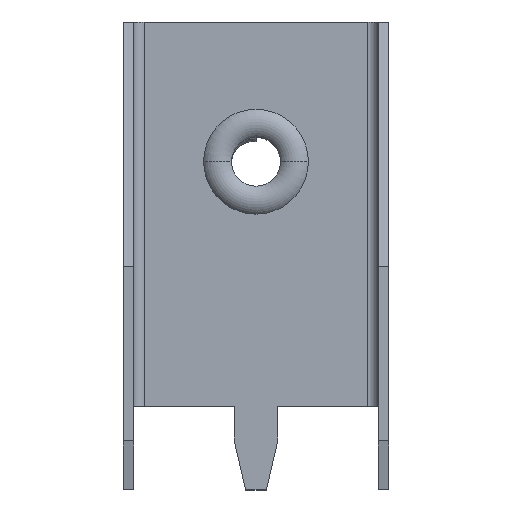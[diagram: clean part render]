
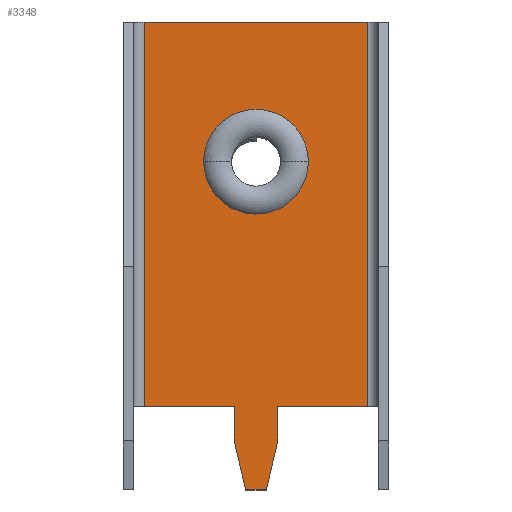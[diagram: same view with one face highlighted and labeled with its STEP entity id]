
A CAD part, top view. The second image highlights one B-rep face of the part: STEP entity #3348.
In plain terms, the highlighted planar face has unit normal (0, 0, 1).
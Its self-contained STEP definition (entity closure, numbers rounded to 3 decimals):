
#2540 = LINE ( 'NONE', #2591, #2590 ) ;
#2541 = CARTESIAN_POINT ( 'NONE',  ( -3.576, -6.933, -0.858 ) ) ;
#2542 = DIRECTION ( 'NONE',  ( 0., -1., 0. ) ) ;
#2543 = VECTOR ( 'NONE', #2542, 1000. ) ;
#2544 = CARTESIAN_POINT ( 'NONE',  ( -3.576, 7.037, -0.858 ) ) ;
#2545 = LINE ( 'NONE', #2544, #2543 ) ;
#2546 = CARTESIAN_POINT ( 'NONE',  ( -3.576, 7.037, -0.858 ) ) ;
#2547 = DIRECTION ( 'NONE',  ( -1., 0., 0. ) ) ;
#2548 = VECTOR ( 'NONE', #2547, 1000. ) ;
#2549 = CARTESIAN_POINT ( 'NONE',  ( -3.576, 7.037, -0.858 ) ) ;
#2550 = LINE ( 'NONE', #2549, #2548 ) ;
#2563 = CARTESIAN_POINT ( 'NONE',  ( -3.576, 7.037, -0.858 ) ) ;
#2564 = AXIS2_PLACEMENT_3D ( 'NONE', #2563, #2621, #2620 ) ;
#2565 = PLANE ( 'NONE',  #2564 ) ;
#2581 = FACE_OUTER_BOUND ( 'NONE', #3360, .T. ) ;
#2582 = FACE_BOUND ( 'NONE', #3376, .T. ) ;
#2583 = CARTESIAN_POINT ( 'NONE',  ( -0.299, -6.933, -0.858 ) ) ;
#2584 = DIRECTION ( 'NONE',  ( 0., 1., 0. ) ) ;
#2585 = VECTOR ( 'NONE', #2584, 1000. ) ;
#2586 = CARTESIAN_POINT ( 'NONE',  ( -0.299, -8.203, -0.858 ) ) ;
#2587 = LINE ( 'NONE', #2586, #2585 ) ;
#2588 = CARTESIAN_POINT ( 'NONE',  ( 0.869, -9.981, -0.858 ) ) ;
#2589 = DIRECTION ( 'NONE',  ( -1., 0., 0. ) ) ;
#2590 = VECTOR ( 'NONE', #2589, 1000. ) ;
#2591 = CARTESIAN_POINT ( 'NONE',  ( -3.576, -9.981, -0.858 ) ) ;
#2611 = DIRECTION ( 'NONE',  ( -1., 0., 0. ) ) ;
#2612 = VECTOR ( 'NONE', #2611, 1000. ) ;
#2613 = CARTESIAN_POINT ( 'NONE',  ( -0.299, -6.933, -0.858 ) ) ;
#2615 = LINE ( 'NONE', #2613, #2612 ) ;
#2616 = DIRECTION ( 'NONE',  ( 0., -1., 0. ) ) ;
#2617 = VECTOR ( 'NONE', #2616, 1000. ) ;
#2618 = CARTESIAN_POINT ( 'NONE',  ( 1.276, 7.037, -0.858 ) ) ;
#2619 = LINE ( 'NONE', #2618, #2617 ) ;
#2620 = DIRECTION ( 'NONE',  ( 1., 0., 0. ) ) ;
#2621 = DIRECTION ( 'NONE',  ( 0., 0., 1. ) ) ;
#2630 = CARTESIAN_POINT ( 'NONE',  ( -0.299, -8.203, -0.858 ) ) ;
#2631 = DIRECTION ( 'NONE',  ( 1., 0., 0. ) ) ;
#2632 = DIRECTION ( 'NONE',  ( 0., 0., 1. ) ) ;
#2633 = CARTESIAN_POINT ( 'NONE',  ( 0.488, 1.957, -0.858 ) ) ;
#2634 = AXIS2_PLACEMENT_3D ( 'NONE', #2633, #2632, #2631 ) ;
#2635 = CIRCLE ( 'NONE', #2634, 1.27 ) ;
#2636 = CARTESIAN_POINT ( 'NONE',  ( 0.107, -9.981, -0.858 ) ) ;
#2637 = DIRECTION ( 'NONE',  ( -0.223, 0.975, 0. ) ) ;
#2638 = VECTOR ( 'NONE', #2637, 1000. ) ;
#2639 = CARTESIAN_POINT ( 'NONE',  ( 0.107, -9.981, -0.858 ) ) ;
#2640 = LINE ( 'NONE', #2639, #2638 ) ;
#2645 = DIRECTION ( 'NONE',  ( 1., 0., 0. ) ) ;
#2646 = DIRECTION ( 'NONE',  ( 0., 0., 1. ) ) ;
#2647 = CARTESIAN_POINT ( 'NONE',  ( 0.488, 1.957, -0.858 ) ) ;
#2648 = AXIS2_PLACEMENT_3D ( 'NONE', #2647, #2646, #2645 ) ;
#2651 = CIRCLE ( 'NONE', #2648, 1.27 ) ;
#2738 = VECTOR ( 'NONE', #2799, 1000. ) ;
#2739 = CARTESIAN_POINT ( 'NONE',  ( 4.552, 7.037, -0.858 ) ) ;
#2740 = LINE ( 'NONE', #2739, #2738 ) ;
#2741 = DIRECTION ( 'NONE',  ( -0.223, -0.975, 0. ) ) ;
#2742 = VECTOR ( 'NONE', #2741, 1000. ) ;
#2743 = CARTESIAN_POINT ( 'NONE',  ( 4.345, 5.226, -0.858 ) ) ;
#2744 = LINE ( 'NONE', #2743, #2742 ) ;
#2796 = CARTESIAN_POINT ( 'NONE',  ( 1.276, -8.203, -0.858 ) ) ;
#2797 = CARTESIAN_POINT ( 'NONE',  ( -0.782, 1.957, -0.858 ) ) ;
#2798 = CARTESIAN_POINT ( 'NONE',  ( 4.552, 7.037, -0.858 ) ) ;
#2799 = DIRECTION ( 'NONE',  ( 0., -1., 0. ) ) ;
#3253 = VERTEX_POINT ( 'NONE', #4371 ) ;
#3254 = VERTEX_POINT ( 'NONE', #4370 ) ;
#3279 = VERTEX_POINT ( 'NONE', #4425 ) ;
#3280 = EDGE_CURVE ( 'NONE', #3254, #3279, #4486, .T. ) ;
#3281 = ORIENTED_EDGE ( 'NONE', *, *, #3280, .F. ) ;
#3336 = ORIENTED_EDGE ( 'NONE', *, *, #3337, .T. ) ;
#3337 = EDGE_CURVE ( 'NONE', #3396, #3338, #2550, .T. ) ;
#3338 = VERTEX_POINT ( 'NONE', #2546 ) ;
#3339 = ORIENTED_EDGE ( 'NONE', *, *, #3340, .T. ) ;
#3340 = EDGE_CURVE ( 'NONE', #3338, #3341, #2545, .T. ) ;
#3341 = VERTEX_POINT ( 'NONE', #2541 ) ;
#3342 = ORIENTED_EDGE ( 'NONE', *, *, #3351, .F. ) ;
#3343 = ORIENTED_EDGE ( 'NONE', *, *, #3344, .F. ) ;
#3344 = EDGE_CURVE ( 'NONE', #3345, #3357, #2540, .T. ) ;
#3345 = VERTEX_POINT ( 'NONE', #2588 ) ;
#3346 = EDGE_CURVE ( 'NONE', #3365, #3347, #2587, .T. ) ;
#3347 = VERTEX_POINT ( 'NONE', #2583 ) ;
#3348 = ADVANCED_FACE ( 'NONE', ( #2582, #2581 ), #2565, .T. ) ;
#3349 = ORIENTED_EDGE ( 'NONE', *, *, #3350, .F. ) ;
#3350 = EDGE_CURVE ( 'NONE', #3279, #3398, #2619, .T. ) ;
#3351 = EDGE_CURVE ( 'NONE', #3347, #3341, #2615, .T. ) ;
#3353 = EDGE_CURVE ( 'NONE', #3253, #3397, #2651, .T. ) ;
#3355 = ORIENTED_EDGE ( 'NONE', *, *, #3356, .F. ) ;
#3356 = EDGE_CURVE ( 'NONE', #3357, #3365, #2640, .T. ) ;
#3357 = VERTEX_POINT ( 'NONE', #2636 ) ;
#3360 = EDGE_LOOP ( 'NONE', ( #3364, #3355, #3343, #3392, #3349, #3281, #3394, #3336, #3339, #3342 ) ) ;
#3362 = EDGE_CURVE ( 'NONE', #3397, #3253, #2635, .T. ) ;
#3363 = ORIENTED_EDGE ( 'NONE', *, *, #3362, .F. ) ;
#3364 = ORIENTED_EDGE ( 'NONE', *, *, #3346, .F. ) ;
#3365 = VERTEX_POINT ( 'NONE', #2630 ) ;
#3376 = EDGE_LOOP ( 'NONE', ( #3444, #3363 ) ) ;
#3392 = ORIENTED_EDGE ( 'NONE', *, *, #3393, .F. ) ;
#3393 = EDGE_CURVE ( 'NONE', #3398, #3345, #2744, .T. ) ;
#3394 = ORIENTED_EDGE ( 'NONE', *, *, #3395, .F. ) ;
#3395 = EDGE_CURVE ( 'NONE', #3396, #3254, #2740, .T. ) ;
#3396 = VERTEX_POINT ( 'NONE', #2798 ) ;
#3397 = VERTEX_POINT ( 'NONE', #2797 ) ;
#3398 = VERTEX_POINT ( 'NONE', #2796 ) ;
#3444 = ORIENTED_EDGE ( 'NONE', *, *, #3353, .F. ) ;
#4370 = CARTESIAN_POINT ( 'NONE',  ( 4.552, -6.933, -0.858 ) ) ;
#4371 = CARTESIAN_POINT ( 'NONE',  ( 1.758, 1.957, -0.858 ) ) ;
#4425 = CARTESIAN_POINT ( 'NONE',  ( 1.276, -6.933, -0.858 ) ) ;
#4483 = DIRECTION ( 'NONE',  ( -1., 0., 0. ) ) ;
#4484 = VECTOR ( 'NONE', #4483, 1000. ) ;
#4485 = CARTESIAN_POINT ( 'NONE',  ( -3.576, -6.933, -0.858 ) ) ;
#4486 = LINE ( 'NONE', #4485, #4484 ) ;
